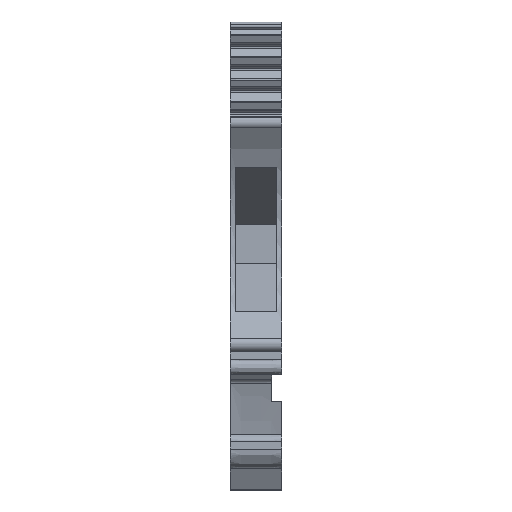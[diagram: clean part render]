
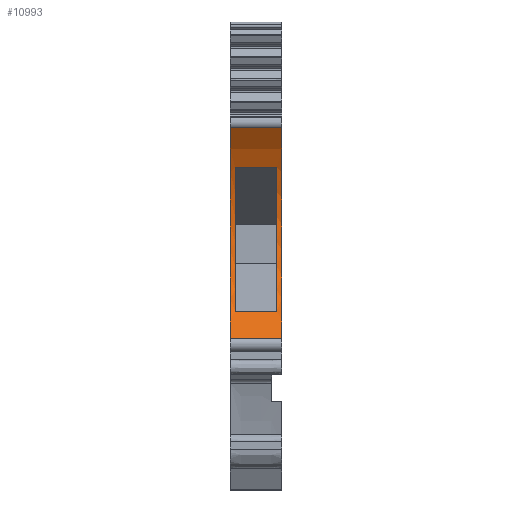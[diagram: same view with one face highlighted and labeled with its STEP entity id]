
A CAD part, front view. The second image highlights one B-rep face of the part: STEP entity #10993.
In plain terms, the highlighted cylindrical face has radius 15.05 mm (diameter 30.1 mm), a partial arc.
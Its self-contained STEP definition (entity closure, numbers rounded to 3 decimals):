
#8040=AXIS2_PLACEMENT_3D('Circle Axis2P3D',#8038,#8039,$) ;
#9382=AXIS2_PLACEMENT_3D('Circle Axis2P3D',#9380,#9381,$) ;
#10951=AXIS2_PLACEMENT_3D('Cylinder Axis2P3D',#10948,#10949,#10950) ;
#10961=AXIS2_PLACEMENT_3D('Circle Axis2P3D',#10959,#10960,$) ;
#10977=AXIS2_PLACEMENT_3D('Circle Axis2P3D',#10975,#10976,$) ;
#3615=CARTESIAN_POINT('Vertex',(0.,6.166,35.829)) ;
#3618=CARTESIAN_POINT('Line Origine',(2.55,6.166,35.829)) ;
#3622=CARTESIAN_POINT('Vertex',(5.1,6.166,35.829)) ;
#3642=CARTESIAN_POINT('Line Origine',(2.55,4.261,14.969)) ;
#3646=CARTESIAN_POINT('Vertex',(0.,4.261,14.969)) ;
#3648=CARTESIAN_POINT('Vertex',(5.1,4.261,14.969)) ;
#8038=CARTESIAN_POINT('Axis2P3D Location',(0.,-5.549,26.382)) ;
#9380=CARTESIAN_POINT('Axis2P3D Location',(5.1,-5.549,26.382)) ;
#10948=CARTESIAN_POINT('Axis2P3D Location',(2.55,-5.549,26.382)) ;
#10959=CARTESIAN_POINT('Axis2P3D Location',(4.6,-5.549,26.382)) ;
#10963=CARTESIAN_POINT('Vertex',(4.6,6.709,17.65)) ;
#10965=CARTESIAN_POINT('Vertex',(4.6,8.472,31.85)) ;
#10968=CARTESIAN_POINT('Line Origine',(2.55,6.709,17.65)) ;
#10972=CARTESIAN_POINT('Vertex',(0.5,6.709,17.65)) ;
#10975=CARTESIAN_POINT('Axis2P3D Location',(0.5,-5.549,26.382)) ;
#10979=CARTESIAN_POINT('Vertex',(0.5,8.472,31.85)) ;
#10982=CARTESIAN_POINT('Line Origine',(2.55,8.472,31.85)) ;
#3619=DIRECTION('Vector Direction',(1.,0.,0.)) ;
#3643=DIRECTION('Vector Direction',(1.,0.,0.)) ;
#8039=DIRECTION('Axis2P3D Direction',(1.,0.,0.)) ;
#9381=DIRECTION('Axis2P3D Direction',(1.,0.,0.)) ;
#10949=DIRECTION('Axis2P3D Direction',(1.,0.,0.)) ;
#10950=DIRECTION('Axis2P3D XDirection',(0.,0.652,-0.758)) ;
#10960=DIRECTION('Axis2P3D Direction',(1.,0.,0.)) ;
#10969=DIRECTION('Vector Direction',(1.,0.,0.)) ;
#10976=DIRECTION('Axis2P3D Direction',(1.,0.,0.)) ;
#10983=DIRECTION('Vector Direction',(1.,0.,0.)) ;
#3620=VECTOR('Line Direction',#3619,1.) ;
#3644=VECTOR('Line Direction',#3643,1.) ;
#10970=VECTOR('Line Direction',#10969,1.) ;
#10984=VECTOR('Line Direction',#10983,1.) ;
#10954=ORIENTED_EDGE('',*,*,#3624,.F.) ;
#10955=ORIENTED_EDGE('',*,*,#8042,.T.) ;
#10956=ORIENTED_EDGE('',*,*,#3650,.T.) ;
#10957=ORIENTED_EDGE('',*,*,#9384,.F.) ;
#10988=ORIENTED_EDGE('',*,*,#10967,.F.) ;
#10989=ORIENTED_EDGE('',*,*,#10974,.F.) ;
#10990=ORIENTED_EDGE('',*,*,#10981,.T.) ;
#10991=ORIENTED_EDGE('',*,*,#10986,.T.) ;
#10992=FACE_BOUND('',#10987,.T.) ;
#10993=ADVANCED_FACE('KLTR',(#10958,#10992),#10952,.F.) ;
#8041=CIRCLE('generated circle',#8040,15.05) ;
#9383=CIRCLE('generated circle',#9382,15.05) ;
#10962=CIRCLE('generated circle',#10961,15.05) ;
#10978=CIRCLE('generated circle',#10977,15.05) ;
#10952=CYLINDRICAL_SURFACE('generated cylinder',#10951,15.05) ;
#3624=EDGE_CURVE('',#3616,#3623,#3621,.T.) ;
#3650=EDGE_CURVE('',#3647,#3649,#3645,.T.) ;
#8042=EDGE_CURVE('',#3616,#3647,#8041,.F.) ;
#9384=EDGE_CURVE('',#3623,#3649,#9383,.F.) ;
#10967=EDGE_CURVE('',#10964,#10966,#10962,.T.) ;
#10974=EDGE_CURVE('',#10973,#10964,#10971,.T.) ;
#10981=EDGE_CURVE('',#10973,#10980,#10978,.T.) ;
#10986=EDGE_CURVE('',#10980,#10966,#10985,.T.) ;
#10953=EDGE_LOOP('',(#10954,#10955,#10956,#10957)) ;
#10987=EDGE_LOOP('',(#10988,#10989,#10990,#10991)) ;
#10958=FACE_OUTER_BOUND('',#10953,.T.) ;
#3621=LINE('Line',#3618,#3620) ;
#3645=LINE('Line',#3642,#3644) ;
#10971=LINE('Line',#10968,#10970) ;
#10985=LINE('Line',#10982,#10984) ;
#3616=VERTEX_POINT('',#3615) ;
#3623=VERTEX_POINT('',#3622) ;
#3647=VERTEX_POINT('',#3646) ;
#3649=VERTEX_POINT('',#3648) ;
#10964=VERTEX_POINT('',#10963) ;
#10966=VERTEX_POINT('',#10965) ;
#10973=VERTEX_POINT('',#10972) ;
#10980=VERTEX_POINT('',#10979) ;
